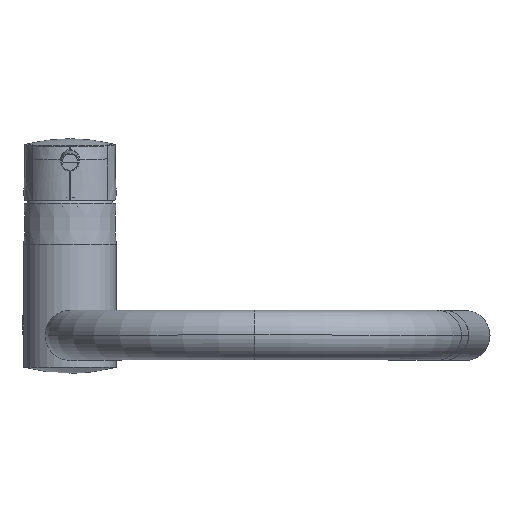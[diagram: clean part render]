
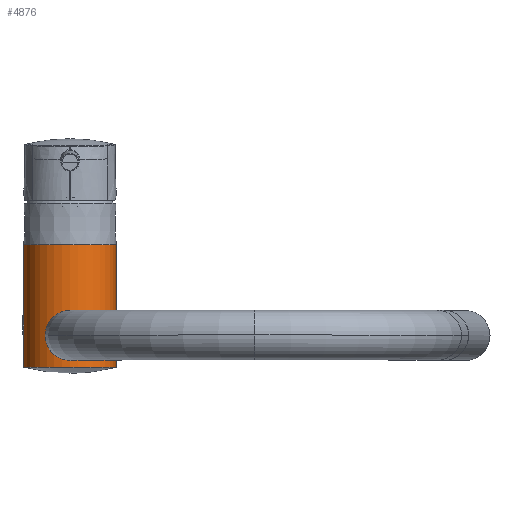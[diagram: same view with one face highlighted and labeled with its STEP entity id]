
A CAD part, top view. The second image highlights one B-rep face of the part: STEP entity #4876.
In plain terms, the highlighted cylindrical face has radius 26 mm (diameter 52 mm), a full revolution.
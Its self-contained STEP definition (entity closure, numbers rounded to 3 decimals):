
#771=CYLINDRICAL_SURFACE('',#5256,26.);
#1947=ORIENTED_EDGE('',*,*,#2522,.T.);
#1948=ORIENTED_EDGE('',*,*,#2523,.F.);
#2522=EDGE_CURVE('',#2890,#2890,#3059,.T.);
#2523=EDGE_CURVE('',#2891,#2891,#3060,.T.);
#2890=VERTEX_POINT('',#12348);
#2891=VERTEX_POINT('',#12350);
#3059=CIRCLE('',#5257,26.);
#3060=CIRCLE('',#5258,26.);
#3344=EDGE_LOOP('',(#1947));
#3345=EDGE_LOOP('',(#1948));
#3631=FACE_BOUND('',#3344,.T.);
#3632=FACE_BOUND('',#3345,.T.);
#4876=ADVANCED_FACE('',(#3631,#3632),#771,.T.);
#5256=AXIS2_PLACEMENT_3D('',#12346,#6081,#6082);
#5257=AXIS2_PLACEMENT_3D('',#12347,#6083,#6084);
#5258=AXIS2_PLACEMENT_3D('',#12349,#6085,#6086);
#6081=DIRECTION('',(0.,1.,0.));
#6082=DIRECTION('',(0.,0.,-1.));
#6083=DIRECTION('',(0.,1.,0.));
#6084=DIRECTION('',(0.,0.,-1.));
#6085=DIRECTION('',(0.,1.,0.));
#6086=DIRECTION('',(0.,0.,1.));
#12346=CARTESIAN_POINT('',(0.,-70.,0.));
#12347=CARTESIAN_POINT('',(0.,-49.001,0.));
#12348=CARTESIAN_POINT('',(0.,-49.001,-26.));
#12349=CARTESIAN_POINT('',(0.,19.9,0.));
#12350=CARTESIAN_POINT('',(0.,19.9,26.));
